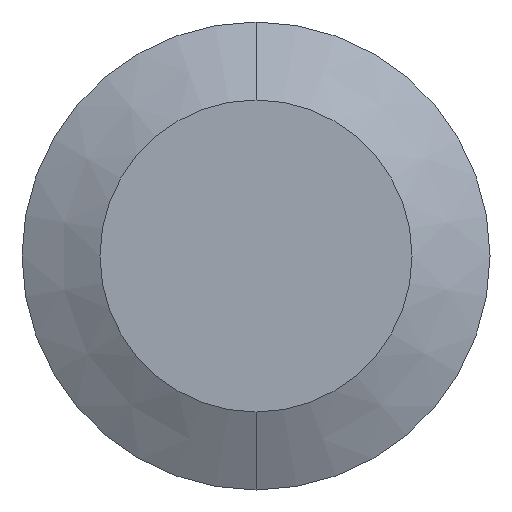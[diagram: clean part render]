
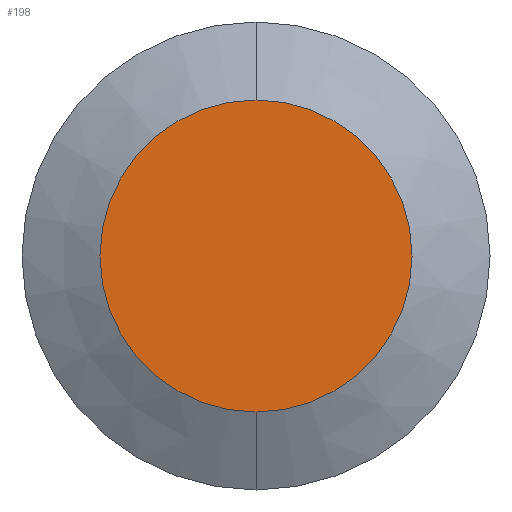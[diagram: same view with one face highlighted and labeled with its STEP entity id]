
A CAD part, front view. The second image highlights one B-rep face of the part: STEP entity #198.
In plain terms, the highlighted planar face has unit normal (0, -1, 0).
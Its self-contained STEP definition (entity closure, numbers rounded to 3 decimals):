
#7 = DIRECTION ( 'NONE',  ( 0., -1., 0. ) ) ;
#9 = ORIENTED_EDGE ( 'NONE', *, *, #50, .T. ) ;
#12 = AXIS2_PLACEMENT_3D ( 'NONE', #215, #159, #115 ) ;
#21 = CIRCLE ( 'NONE', #12, 2. ) ;
#47 = FACE_OUTER_BOUND ( 'NONE', #99, .T. ) ;
#49 = DIRECTION ( 'NONE',  ( 0., 0., -1. ) ) ;
#50 = EDGE_CURVE ( 'NONE', #161, #51, #21, .T. ) ;
#51 = VERTEX_POINT ( 'NONE', #160 ) ;
#52 = ORIENTED_EDGE ( 'NONE', *, *, #221, .T. ) ;
#67 = CARTESIAN_POINT ( 'NONE',  ( 0., 0., 0. ) ) ;
#71 = AXIS2_PLACEMENT_3D ( 'NONE', #184, #119, #49 ) ;
#87 = PLANE ( 'NONE',  #71 ) ;
#99 = EDGE_LOOP ( 'NONE', ( #52, #9 ) ) ;
#115 = DIRECTION ( 'NONE',  ( 0., 0., -1. ) ) ;
#117 = DIRECTION ( 'NONE',  ( 0., 0., -1. ) ) ;
#119 = DIRECTION ( 'NONE',  ( 0., -1., 0. ) ) ;
#138 = CARTESIAN_POINT ( 'NONE',  ( 0., 0., -2. ) ) ;
#159 = DIRECTION ( 'NONE',  ( 0., -1., 0. ) ) ;
#160 = CARTESIAN_POINT ( 'NONE',  ( 0., 0., 2. ) ) ;
#161 = VERTEX_POINT ( 'NONE', #138 ) ;
#170 = CIRCLE ( 'NONE', #174, 2. ) ;
#174 = AXIS2_PLACEMENT_3D ( 'NONE', #67, #7, #117 ) ;
#184 = CARTESIAN_POINT ( 'NONE',  ( 0., 0., 0. ) ) ;
#198 = ADVANCED_FACE ( 'NONE', ( #47 ), #87, .T. ) ;
#215 = CARTESIAN_POINT ( 'NONE',  ( 0., 0., 0. ) ) ;
#221 = EDGE_CURVE ( 'NONE', #51, #161, #170, .T. ) ;
